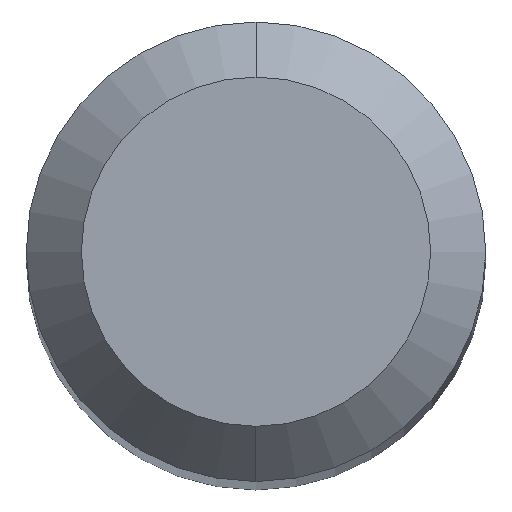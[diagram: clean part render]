
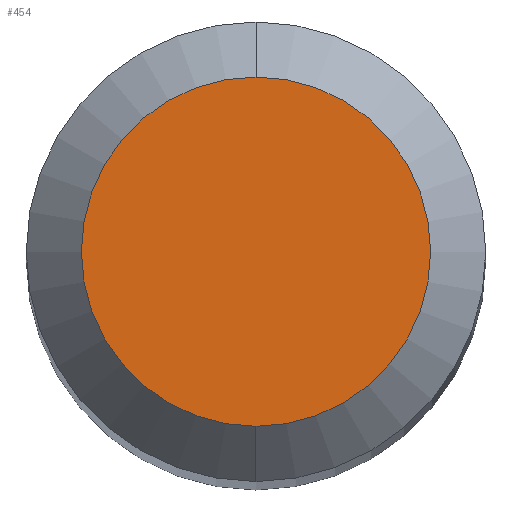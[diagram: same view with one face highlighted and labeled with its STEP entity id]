
A CAD part, top view. The second image highlights one B-rep face of the part: STEP entity #454.
In plain terms, the highlighted planar face has unit normal (0, 0, 1).
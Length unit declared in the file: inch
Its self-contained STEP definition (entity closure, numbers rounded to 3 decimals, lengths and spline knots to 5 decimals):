
#20 = ORIENTED_EDGE ( 'NONE', *, *, #470, .T. ) ;
#30 = VERTEX_POINT ( 'NONE', #467 ) ;
#32 = VERTEX_POINT ( 'NONE', #178 ) ;
#34 = CIRCLE ( 'NONE', #531, 0.0475 ) ;
#48 = ORIENTED_EDGE ( 'NONE', *, *, #347, .T. ) ;
#69 = DIRECTION ( 'NONE',  ( 0., 1., 0. ) ) ;
#112 = CARTESIAN_POINT ( 'NONE',  ( 0., 0.0475, 0. ) ) ;
#126 = DIRECTION ( 'NONE',  ( 0., 0., 1. ) ) ;
#129 = AXIS2_PLACEMENT_3D ( 'NONE', #112, #456, #69 ) ;
#155 = PLANE ( 'NONE',  #129 ) ;
#178 = CARTESIAN_POINT ( 'NONE',  ( 0., -0.0475, 0. ) ) ;
#207 = AXIS2_PLACEMENT_3D ( 'NONE', #556, #332, #238 ) ;
#237 = CIRCLE ( 'NONE', #207, 0.0475 ) ;
#238 = DIRECTION ( 'NONE',  ( 0., -1., 0. ) ) ;
#332 = DIRECTION ( 'NONE',  ( 0., 0., 1. ) ) ;
#347 = EDGE_CURVE ( 'NONE', #30, #32, #237, .T. ) ;
#368 = FACE_OUTER_BOUND ( 'NONE', #489, .T. ) ;
#428 = CARTESIAN_POINT ( 'NONE',  ( 0., 0., 0. ) ) ;
#454 = ADVANCED_FACE ( 'NONE', ( #368 ), #155, .F. ) ;
#456 = DIRECTION ( 'NONE',  ( 0., 0., -1. ) ) ;
#467 = CARTESIAN_POINT ( 'NONE',  ( 0., 0.0475, 0. ) ) ;
#469 = DIRECTION ( 'NONE',  ( 0., -1., 0. ) ) ;
#470 = EDGE_CURVE ( 'NONE', #32, #30, #34, .T. ) ;
#489 = EDGE_LOOP ( 'NONE', ( #48, #20 ) ) ;
#531 = AXIS2_PLACEMENT_3D ( 'NONE', #428, #126, #469 ) ;
#556 = CARTESIAN_POINT ( 'NONE',  ( 0., 0., 0. ) ) ;
